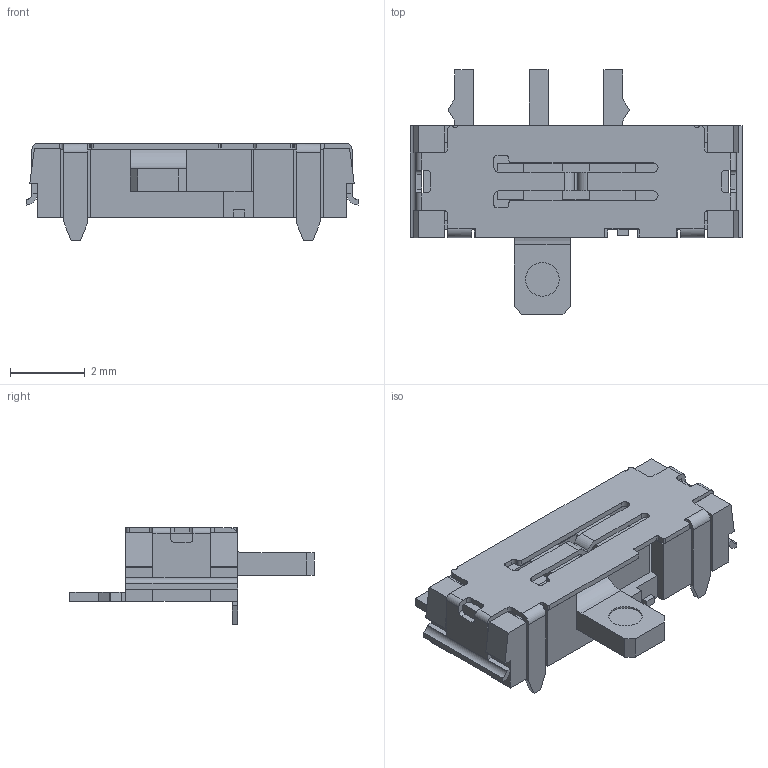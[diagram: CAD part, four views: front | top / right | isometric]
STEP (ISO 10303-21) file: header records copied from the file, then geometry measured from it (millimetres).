
FILE_DESCRIPTION(/* description */ ('Unknown'),/* implementation_level */ '2;1');
FILE_NAME(/* name */ '450405020524',/* time_stamp */ '2020-03-23T11:31:33+01:00',/* author */ ('Unknown'),/* organization */ ('Unknown'),/* preprocessor_version */ 'ST-DEVELOPER v16.7',/* originating_system */ 'DEX',/* authorisation */ $);
FILE_SCHEMA (('AUTOMOTIVE_DESIGN {1 0 10303 214 3 1 1}'));
Length unit declared in the file: millimetre
Products named in the file (10): 450405020524; Frame; Cover; Pin 2; Pin 4; Slider 1; Pin 1; Pin 3; Slider; Pin 5
Assembly tree (9 placements, depth 2):
  450405020524
    Frame
    Cover
    Pin 2
    Pin 4
    Slider 1
    Pin 1
    Pin 3
    Slider
    Pin 5
Bounding box: 8.9 x 6.55 x 2.6 mm (x, y, z)
Volume: 43.3 mm3; surface area: 259.9 mm2
Topology: 9 solids, 9 shells, 356 faces, 986 edges, 652 vertices
Faces by surface type: plane 248, cylinder 102, torus 4, bspline 2
Full cylindrical faces by diameter (mm): 0.5 x4, 0.9 x1
Entity records: 11537 total; most frequent: CARTESIAN_POINT 2025, ORIENTED_EDGE 1942, DIRECTION 1907, EDGE_CURVE 971, LINE 755, VECTOR 755, VERTEX_POINT 646, AXIS2_PLACEMENT_3D 576
